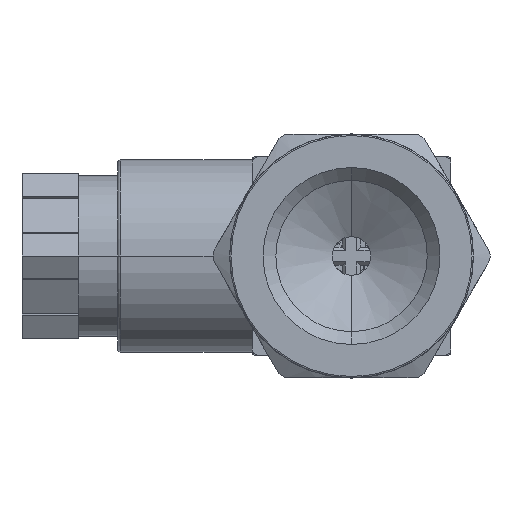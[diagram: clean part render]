
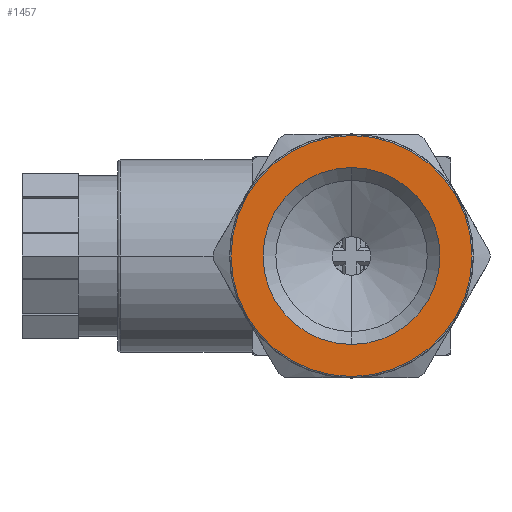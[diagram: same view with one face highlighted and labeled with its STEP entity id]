
A CAD part, left-side view. The second image highlights one B-rep face of the part: STEP entity #1457.
In plain terms, the highlighted planar face has unit normal (-1, 0, 0).
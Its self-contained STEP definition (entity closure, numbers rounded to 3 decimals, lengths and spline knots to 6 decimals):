
#552=CARTESIAN_POINT('',(0.,0.,0.));
#553=DIRECTION('',(-1.,0.,0.));
#554=DIRECTION('',(0.,0.,-1.));
#555=AXIS2_PLACEMENT_3D('',#552,#553,#554);
#557=CARTESIAN_POINT('',(0.,0.,0.));
#558=DIRECTION('',(-1.,0.,0.));
#559=DIRECTION('',(0.,0.,1.));
#560=AXIS2_PLACEMENT_3D('',#557,#558,#559);
#562=CARTESIAN_POINT('',(0.,0.,0.));
#563=DIRECTION('',(1.,0.,0.));
#564=DIRECTION('',(0.,0.,1.));
#565=AXIS2_PLACEMENT_3D('',#562,#563,#564);
#567=CARTESIAN_POINT('',(0.,0.,0.));
#568=DIRECTION('',(1.,0.,0.));
#569=DIRECTION('',(0.,0.,-1.));
#570=AXIS2_PLACEMENT_3D('',#567,#568,#569);
#1007=CARTESIAN_POINT('',(0.,0.,0.0069));
#1008=CARTESIAN_POINT('',(0.,0.,-0.0069));
#1009=VERTEX_POINT('',#1007);
#1010=VERTEX_POINT('',#1008);
#1060=CARTESIAN_POINT('',(0.,0.,0.0094));
#1062=VERTEX_POINT('',#1060);
#1123=CARTESIAN_POINT('',(0.,0.,-0.0094));
#1124=VERTEX_POINT('',#1123);
#1442=CARTESIAN_POINT('',(0.,0.,0.));
#1443=DIRECTION('',(1.,0.,0.));
#1444=DIRECTION('',(0.,0.,-1.));
#1445=AXIS2_PLACEMENT_3D('',#1442,#1443,#1444);
#1446=PLANE('',#1445);
#1447=ORIENTED_EDGE('',*,*,#1424,.F.);
#1448=ORIENTED_EDGE('',*,*,#1434,.F.);
#1449=EDGE_LOOP('',(#1447,#1448));
#1450=FACE_OUTER_BOUND('',#1449,.F.);
#1452=ORIENTED_EDGE('',*,*,#1451,.F.);
#1454=ORIENTED_EDGE('',*,*,#1453,.F.);
#1455=EDGE_LOOP('',(#1452,#1454));
#1456=FACE_BOUND('',#1455,.F.);
#1457=ADVANCED_FACE('',(#1450,#1456),#1446,.F.);
#556=CIRCLE('',#555,0.0094);
#561=CIRCLE('',#560,0.0094);
#566=CIRCLE('',#565,0.0069);
#571=CIRCLE('',#570,0.0069);
#1424=EDGE_CURVE('',#1124,#1062,#556,.T.);
#1434=EDGE_CURVE('',#1062,#1124,#561,.T.);
#1451=EDGE_CURVE('',#1009,#1010,#566,.T.);
#1453=EDGE_CURVE('',#1010,#1009,#571,.T.);
